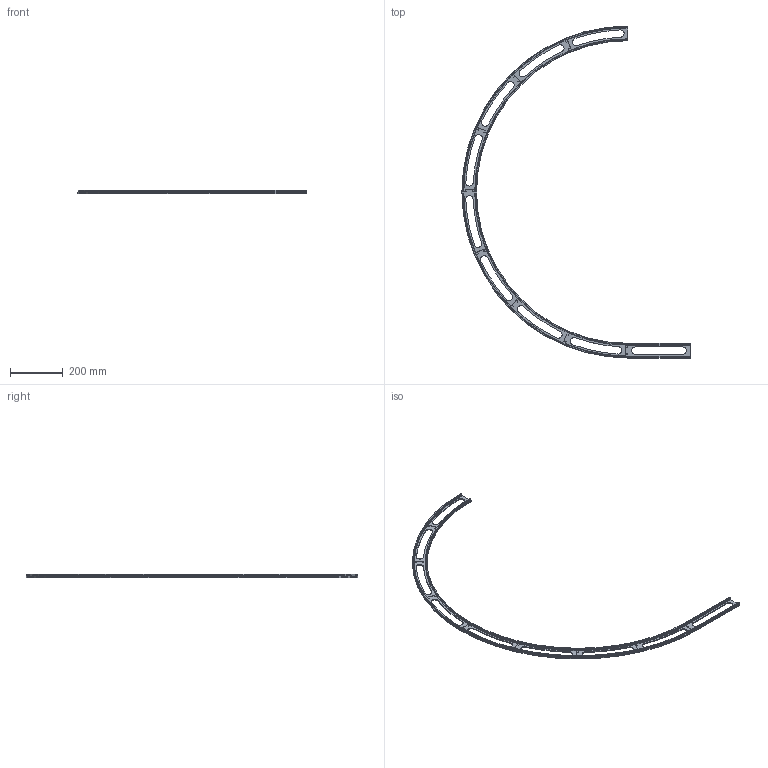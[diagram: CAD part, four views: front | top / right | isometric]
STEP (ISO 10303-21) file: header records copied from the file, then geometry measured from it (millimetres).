
FILE_DESCRIPTION(/* description */ ('','CAx-IF Rec.Pracs.---Representation and Presentation of Product Manufacturing Information (PMI)---4.0---2014-10-13'),/* implementation_level */ '2;1');
FILE_NAME(/* name */ '600mm_Printable_Track.step',/* time_stamp */ '2025-01-21T13:19:43-08:00',/* author */ (''),/* organization */ (''),/* preprocessor_version */ 'ST-DEVELOPER v20',/* originating_system */ 'Autodesk Translation Framework v13.20.0.188',/* authorisation */ '');
FILE_SCHEMA (('AP242_MANAGED_MODEL_BASED_3D_ENGINEERING_MIM_LF { 1 0 10303 442 1 1 4 }'));
Length unit declared in the file: millimetre
Products named in the file (2): Release 01 Assembly; 75mm Track Segment v2
Assembly tree (1 placements, depth 2):
  Release 01 Assembly
    75mm Track Segment v2
Bounding box: 863.12 x 1255.55 x 11.62 mm (x, y, z)
Volume: 334514.1 mm3; surface area: 250884.9 mm2
Topology: 9 solids, 9 shells, 334 faces, 948 edges, 632 vertices
Faces by surface type: plane 140, cylinder 130, cone 64
Entity records: 10960 total; most frequent: CARTESIAN_POINT 1917, ORIENTED_EDGE 1896, DIRECTION 1882, EDGE_CURVE 948, LINE 688, VECTOR 688, VERTEX_POINT 632, AXIS2_PLACEMENT_3D 597
